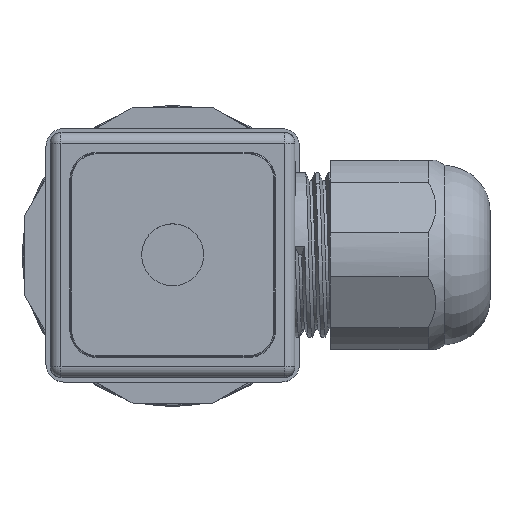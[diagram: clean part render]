
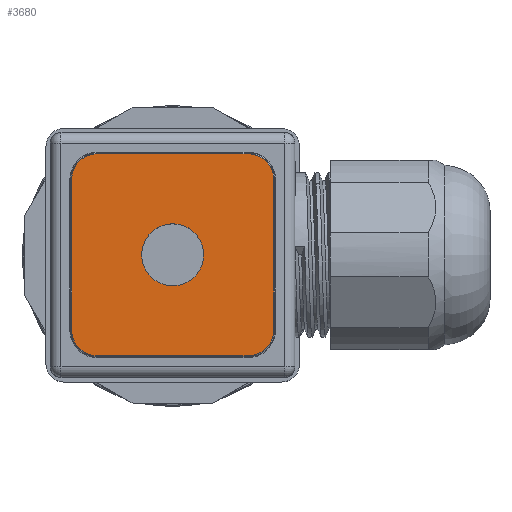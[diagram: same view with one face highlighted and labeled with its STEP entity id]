
A CAD part, top view. The second image highlights one B-rep face of the part: STEP entity #3680.
In plain terms, the highlighted planar face has unit normal (0, 0, 1).
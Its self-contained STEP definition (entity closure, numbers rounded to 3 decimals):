
#3680=ADVANCED_FACE('',(#8392,#8394),#8396,.T.);
#8392=FACE_BOUND('',#8393,.T.);
#8393=EDGE_LOOP('',(#13979,#13980,#13981,#13982,#13983,#13984,#13985,#13986));
#8394=FACE_BOUND('',#8395,.T.);
#8395=EDGE_LOOP('',(#13987));
#8396=PLANE('',#8397);
#8397=AXIS2_PLACEMENT_3D('',#8398,#8399,#8400);
#8398=CARTESIAN_POINT('',(0.,0.,31.));
#8399=DIRECTION('',(0.,0.,1.));
#8400=DIRECTION('',(1.,0.,0.));
#13979=ORIENTED_EDGE('',*,*,#15429,.T.);
#13980=ORIENTED_EDGE('',*,*,#15430,.F.);
#13981=ORIENTED_EDGE('',*,*,#15431,.T.);
#13982=ORIENTED_EDGE('',*,*,#15432,.F.);
#13983=ORIENTED_EDGE('',*,*,#15433,.T.);
#13984=ORIENTED_EDGE('',*,*,#15434,.F.);
#13985=ORIENTED_EDGE('',*,*,#15435,.T.);
#13986=ORIENTED_EDGE('',*,*,#15436,.F.);
#13987=ORIENTED_EDGE('',*,*,#15437,.T.);
#15429=EDGE_CURVE('',#16971,#16972,#16973,.T.);
#15430=EDGE_CURVE('',#16974,#16972,#16975,.F.);
#15431=EDGE_CURVE('',#16974,#16976,#16977,.T.);
#15432=EDGE_CURVE('',#16978,#16976,#16979,.F.);
#15433=EDGE_CURVE('',#16978,#16980,#16981,.T.);
#15434=EDGE_CURVE('',#16982,#16980,#16983,.F.);
#15435=EDGE_CURVE('',#16982,#16984,#16985,.T.);
#15436=EDGE_CURVE('',#16971,#16984,#16986,.F.);
#15437=EDGE_CURVE('',#16987,#16987,#16988,.F.);
#16971=VERTEX_POINT('',#20425);
#16972=VERTEX_POINT('',#20426);
#16973=LINE('',#20427,#20428);
#16974=VERTEX_POINT('',#20430);
#16975=CIRCLE('',#20431,2.9);
#16976=VERTEX_POINT('',#20435);
#16977=LINE('',#20436,#20437);
#16978=VERTEX_POINT('',#20439);
#16979=CIRCLE('',#20440,2.9);
#16980=VERTEX_POINT('',#20444);
#16981=LINE('',#20445,#20446);
#16982=VERTEX_POINT('',#20448);
#16983=CIRCLE('',#20449,2.9);
#16984=VERTEX_POINT('',#20453);
#16985=LINE('',#20454,#20455);
#16986=CIRCLE('',#20457,2.9);
#16987=VERTEX_POINT('',#20461);
#16988=CIRCLE('',#20462,3.5);
#20425=CARTESIAN_POINT('',(-8.5,-11.4,31.));
#20426=CARTESIAN_POINT('',(8.5,-11.4,31.));
#20427=CARTESIAN_POINT('',(-8.5,-11.4,31.));
#20428=VECTOR('',#20429,1.);
#20429=DIRECTION('',(1.,0.,0.));
#20430=CARTESIAN_POINT('',(11.4,-8.5,31.));
#20431=AXIS2_PLACEMENT_3D('',#20432,#20433,#20434);
#20432=CARTESIAN_POINT('',(8.5,-8.5,31.));
#20433=DIRECTION('',(-0.,0.,1.));
#20434=DIRECTION('',(0.,-1.,0.));
#20435=CARTESIAN_POINT('',(11.4,8.5,31.));
#20436=CARTESIAN_POINT('',(11.4,-8.5,31.));
#20437=VECTOR('',#20438,1.);
#20438=DIRECTION('',(0.,1.,0.));
#20439=CARTESIAN_POINT('',(8.5,11.4,31.));
#20440=AXIS2_PLACEMENT_3D('',#20441,#20442,#20443);
#20441=CARTESIAN_POINT('',(8.5,8.5,31.));
#20442=DIRECTION('',(0.,0.,1.));
#20443=DIRECTION('',(1.,0.,0.));
#20444=CARTESIAN_POINT('',(-8.5,11.4,31.));
#20445=CARTESIAN_POINT('',(8.5,11.4,31.));
#20446=VECTOR('',#20447,1.);
#20447=DIRECTION('',(-1.,0.,0.));
#20448=CARTESIAN_POINT('',(-11.4,8.5,31.));
#20449=AXIS2_PLACEMENT_3D('',#20450,#20451,#20452);
#20450=CARTESIAN_POINT('',(-8.5,8.5,31.));
#20451=DIRECTION('',(0.,-0.,1.));
#20452=DIRECTION('',(0.,1.,0.));
#20453=CARTESIAN_POINT('',(-11.4,-8.5,31.));
#20454=CARTESIAN_POINT('',(-11.4,8.5,31.));
#20455=VECTOR('',#20456,1.);
#20456=DIRECTION('',(0.,-1.,0.));
#20457=AXIS2_PLACEMENT_3D('',#20458,#20459,#20460);
#20458=CARTESIAN_POINT('',(-8.5,-8.5,31.));
#20459=DIRECTION('',(-0.,0.,1.));
#20460=DIRECTION('',(-1.,0.,0.));
#20461=CARTESIAN_POINT('',(3.5,0.,31.));
#20462=AXIS2_PLACEMENT_3D('',#20463,#20464,#20465);
#20463=CARTESIAN_POINT('',(0.,0.,31.));
#20464=DIRECTION('',(0.,0.,1.));
#20465=DIRECTION('',(1.,0.,0.));
